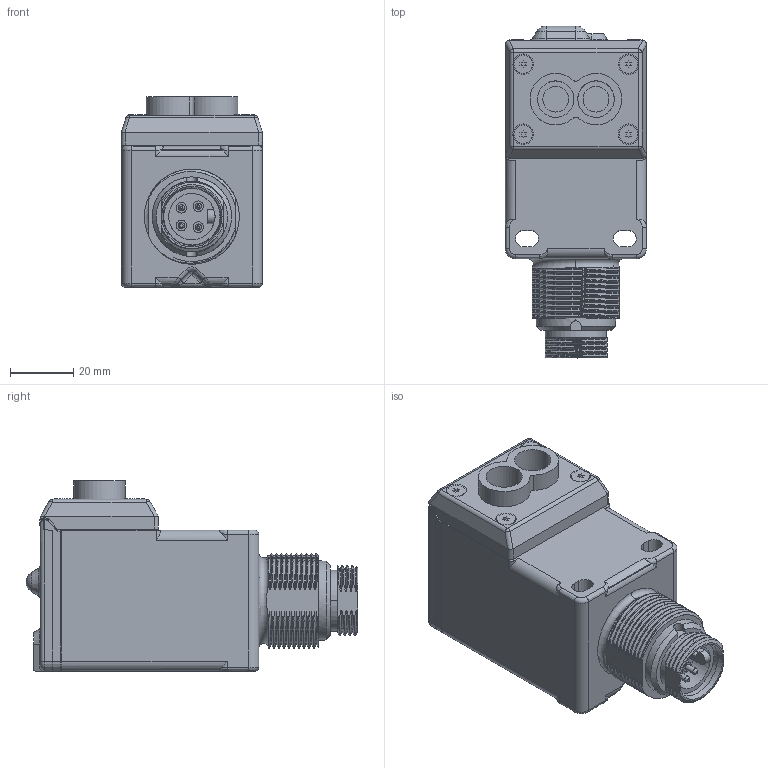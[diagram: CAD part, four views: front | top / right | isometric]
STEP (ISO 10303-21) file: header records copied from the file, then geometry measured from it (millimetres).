
FILE_DESCRIPTION((''),'2;1');
FILE_NAME('156703_SM01_ASM','2022-11-07T08:31:11',('PDMAdmin'),('BANNER ENGINEERING'),'CREO PARAMETRIC BY PTC INC, 2019292','CREO PARAMETRIC BY PTC INC, 2019292','');
FILE_SCHEMA(('CONFIG_CONTROL_DESIGN'));
Length unit declared in the file: millimetre
Products named in the file (2): 156703_EP01; 156703_SM01_ASM
Assembly tree (1 placements, depth 2):
  156703_SM01_ASM
    156703_EP01
Bounding box: 44.57 x 104.65 x 60 mm (x, y, z)
Volume: 152297.4 mm3; surface area: 33720.4 mm2
Topology: 1 solids, 2 shells, 814 faces, 2152 edges, 1363 vertices
Faces by surface type: plane 315, cylinder 228, bspline 165, cone 74, torus 19, sphere 13
Entity records: 38803 total; most frequent: CARTESIAN_POINT 19834, ORIENTED_EDGE 4280, DIRECTION 3391, EDGE_CURVE 2140, VERTEX_POINT 1363, VECTOR 1149, LINE 1149, AXIS2_PLACEMENT_3D 1121
